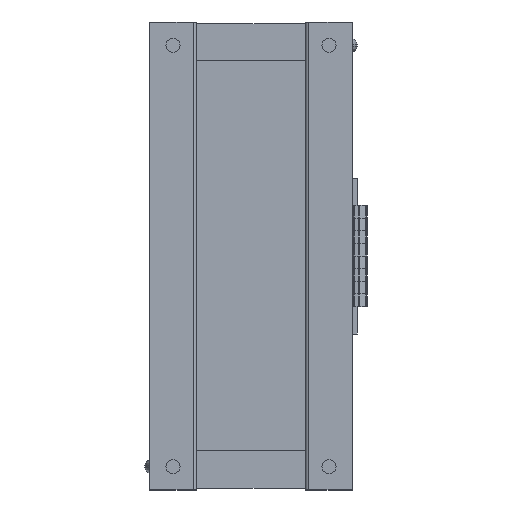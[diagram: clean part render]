
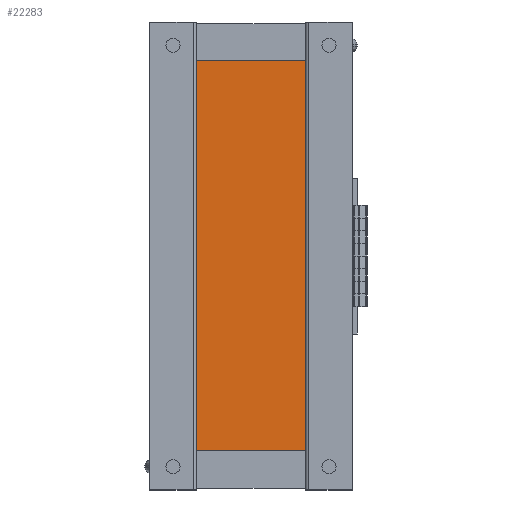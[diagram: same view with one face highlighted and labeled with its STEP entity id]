
A CAD part, front view. The second image highlights one B-rep face of the part: STEP entity #22283.
In plain terms, the highlighted planar face has unit normal (0, -1, 0).
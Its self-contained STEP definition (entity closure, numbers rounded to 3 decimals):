
#2330=FACE_OUTER_BOUND('',#3496,.T.);
#3496=EDGE_LOOP('',(#15035,#15036,#15037,#15038));
#4747=LINE('',#32329,#7174);
#4748=LINE('',#32332,#7175);
#4749=LINE('',#32334,#7176);
#4750=LINE('',#32335,#7177);
#7174=VECTOR('',#25865,10.);
#7175=VECTOR('',#25868,10.);
#7176=VECTOR('',#25869,10.);
#7177=VECTOR('',#25870,10.);
#9596=VERTEX_POINT('',#32322);
#9599=VERTEX_POINT('',#32327);
#9600=VERTEX_POINT('',#32331);
#9601=VERTEX_POINT('',#32333);
#11758=EDGE_CURVE('',#9596,#9599,#4747,.T.);
#11759=EDGE_CURVE('',#9600,#9596,#4748,.T.);
#11760=EDGE_CURVE('',#9601,#9599,#4749,.T.);
#11761=EDGE_CURVE('',#9600,#9601,#4750,.T.);
#15035=ORIENTED_EDGE('',*,*,#11759,.T.);
#15036=ORIENTED_EDGE('',*,*,#11758,.T.);
#15037=ORIENTED_EDGE('',*,*,#11760,.F.);
#15038=ORIENTED_EDGE('',*,*,#11761,.F.);
#21508=PLANE('',#23786);
#22283=ADVANCED_FACE('',(#2330),#21508,.T.);
#23786=AXIS2_PLACEMENT_3D('',#32330,#25866,#25867);
#25865=DIRECTION('',(1.,0.,0.));
#25866=DIRECTION('center_axis',(0.,-1.,0.));
#25867=DIRECTION('ref_axis',(0.,0.,-1.));
#25868=DIRECTION('',(0.,0.,-1.));
#25869=DIRECTION('',(0.,0.,-1.));
#25870=DIRECTION('',(1.,0.,0.));
#32322=CARTESIAN_POINT('',(0.,0.,0.));
#32327=CARTESIAN_POINT('',(70.,0.,0.));
#32329=CARTESIAN_POINT('',(0.,0.,0.));
#32330=CARTESIAN_POINT('Origin',(0.,0.,250.));
#32331=CARTESIAN_POINT('',(0.,0.,250.));
#32332=CARTESIAN_POINT('',(0.,0.,250.));
#32333=CARTESIAN_POINT('',(70.,0.,250.));
#32334=CARTESIAN_POINT('',(70.,0.,250.));
#32335=CARTESIAN_POINT('',(0.,0.,250.));
